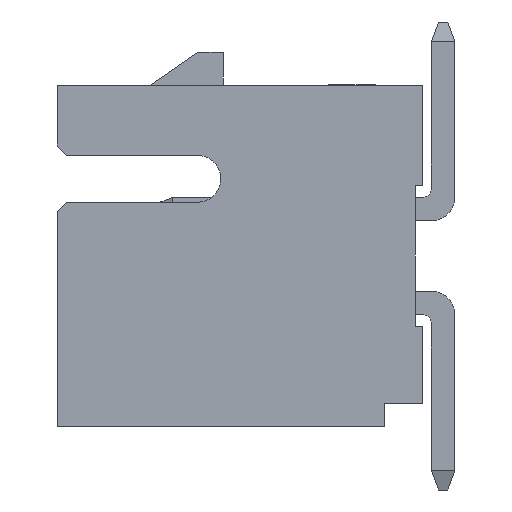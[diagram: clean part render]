
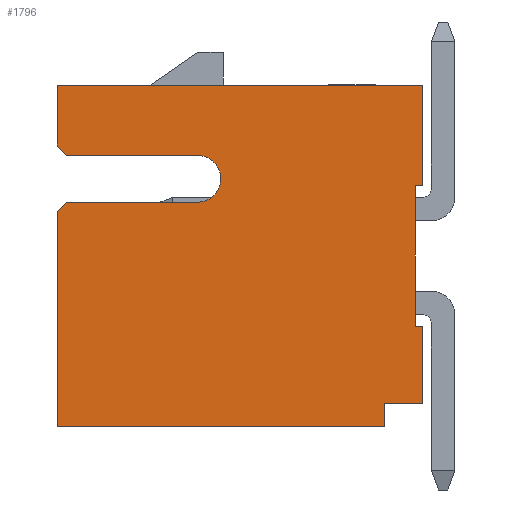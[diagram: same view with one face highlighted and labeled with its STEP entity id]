
A CAD part, left-side view. The second image highlights one B-rep face of the part: STEP entity #1796.
In plain terms, the highlighted planar face has unit normal (-1, 0, 0).
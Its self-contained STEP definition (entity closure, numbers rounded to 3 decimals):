
#219 = VERTEX_POINT ( 'NONE', #5245 ) ;
#313 = DIRECTION ( 'NONE',  ( 0., 0., -1. ) ) ;
#351 = CARTESIAN_POINT ( 'NONE',  ( -11., -3.9, 7.3 ) ) ;
#365 = DIRECTION ( 'NONE',  ( 0., 0., -1. ) ) ;
#456 = EDGE_CURVE ( 'NONE', #4181, #4184, #8300, .T. ) ;
#461 = EDGE_CURVE ( 'NONE', #6728, #663, #8384, .T. ) ;
#522 = VERTEX_POINT ( 'NONE', #1866 ) ;
#540 = VERTEX_POINT ( 'NONE', #3963 ) ;
#560 = ORIENTED_EDGE ( 'NONE', *, *, #6629, .F. ) ;
#618 = CARTESIAN_POINT ( 'NONE',  ( -11., -3.9, 0.5 ) ) ;
#633 = VERTEX_POINT ( 'NONE', #4832 ) ;
#655 = CARTESIAN_POINT ( 'NONE',  ( -11., -3.9, 5.8 ) ) ;
#663 = VERTEX_POINT ( 'NONE', #6089 ) ;
#998 = DIRECTION ( 'NONE',  ( 0., 1., 0. ) ) ;
#1165 = CARTESIAN_POINT ( 'NONE',  ( -11., 3.9, 4.6 ) ) ;
#1312 = CARTESIAN_POINT ( 'NONE',  ( -11., 3.7, 4.8 ) ) ;
#1358 = CARTESIAN_POINT ( 'NONE',  ( -11., 0.9, 4.8 ) ) ;
#1382 = CARTESIAN_POINT ( 'NONE',  ( -11., -3.9, 7.3 ) ) ;
#1407 = LINE ( 'NONE', #4805, #7971 ) ;
#1485 = CARTESIAN_POINT ( 'NONE',  ( -11., 3.7, 5.8 ) ) ;
#1716 = LINE ( 'NONE', #4457, #3667 ) ;
#1742 = VECTOR ( 'NONE', #365, 1000. ) ;
#1777 = EDGE_CURVE ( 'NONE', #540, #522, #1407, .T. ) ;
#1796 = ADVANCED_FACE ( 'NONE', ( #2107 ), #6669, .F. ) ;
#1808 = DIRECTION ( 'NONE',  ( 1., 0., 0. ) ) ;
#1849 = VERTEX_POINT ( 'NONE', #4925 ) ;
#1866 = CARTESIAN_POINT ( 'NONE',  ( -11., -3.9, 5.15 ) ) ;
#1881 = DIRECTION ( 'NONE',  ( 0., 0., 1. ) ) ;
#1995 = VERTEX_POINT ( 'NONE', #6386 ) ;
#2047 = LINE ( 'NONE', #4747, #4683 ) ;
#2086 = CIRCLE ( 'NONE', #3881, 0.5 ) ;
#2106 = EDGE_CURVE ( 'NONE', #633, #3289, #4751, .T. ) ;
#2107 = FACE_OUTER_BOUND ( 'NONE', #3885, .T. ) ;
#2222 = VERTEX_POINT ( 'NONE', #4222 ) ;
#2249 = CARTESIAN_POINT ( 'NONE',  ( -11., 3.9, 6. ) ) ;
#2403 = VERTEX_POINT ( 'NONE', #1165 ) ;
#2425 = ORIENTED_EDGE ( 'NONE', *, *, #8597, .T. ) ;
#2509 = CARTESIAN_POINT ( 'NONE',  ( -11., -3.9, 2.15 ) ) ;
#2525 = ORIENTED_EDGE ( 'NONE', *, *, #7089, .T. ) ;
#2537 = CARTESIAN_POINT ( 'NONE',  ( -11., -3.75, 7.3 ) ) ;
#2608 = VECTOR ( 'NONE', #5084, 1000. ) ;
#2627 = ORIENTED_EDGE ( 'NONE', *, *, #5556, .T. ) ;
#2646 = EDGE_CURVE ( 'NONE', #219, #540, #8540, .T. ) ;
#2693 = DIRECTION ( 'NONE',  ( 0., 0., -1. ) ) ;
#2746 = DIRECTION ( 'NONE',  ( 0., -1., 0. ) ) ;
#2940 = AXIS2_PLACEMENT_3D ( 'NONE', #6947, #1808, #7717 ) ;
#2958 = ORIENTED_EDGE ( 'NONE', *, *, #4234, .T. ) ;
#2982 = ORIENTED_EDGE ( 'NONE', *, *, #8521, .T. ) ;
#2987 = DIRECTION ( 'NONE',  ( 0., 0.707, -0.707 ) ) ;
#3099 = VERTEX_POINT ( 'NONE', #1485 ) ;
#3164 = VECTOR ( 'NONE', #3359, 1000. ) ;
#3195 = VECTOR ( 'NONE', #7254, 1000. ) ;
#3289 = VERTEX_POINT ( 'NONE', #7731 ) ;
#3356 = DIRECTION ( 'NONE',  ( 1., 0., 0. ) ) ;
#3358 = VERTEX_POINT ( 'NONE', #5214 ) ;
#3359 = DIRECTION ( 'NONE',  ( 0., 0., 1. ) ) ;
#3505 = DIRECTION ( 'NONE',  ( 0., -1., 0. ) ) ;
#3667 = VECTOR ( 'NONE', #2987, 1000. ) ;
#3797 = CARTESIAN_POINT ( 'NONE',  ( -11., -3.9, 7.3 ) ) ;
#3836 = VECTOR ( 'NONE', #6747, 1000. ) ;
#3881 = AXIS2_PLACEMENT_3D ( 'NONE', #4650, #3356, #2693 ) ;
#3885 = EDGE_LOOP ( 'NONE', ( #7149, #5626, #2982, #4977, #2958, #5943, #6175, #2525, #4133, #6310, #560, #8541, #4607, #7220, #2627, #2425, #4815 ) ) ;
#3921 = EDGE_CURVE ( 'NONE', #4420, #3099, #5486, .T. ) ;
#3963 = CARTESIAN_POINT ( 'NONE',  ( -11., -3.75, 5.15 ) ) ;
#4131 = VECTOR ( 'NONE', #1881, 1000. ) ;
#4133 = ORIENTED_EDGE ( 'NONE', *, *, #2646, .T. ) ;
#4181 = VERTEX_POINT ( 'NONE', #1358 ) ;
#4184 = VERTEX_POINT ( 'NONE', #1312 ) ;
#4222 = CARTESIAN_POINT ( 'NONE',  ( -11., -3.9, 2.15 ) ) ;
#4234 = EDGE_CURVE ( 'NONE', #1995, #633, #5397, .T. ) ;
#4420 = VERTEX_POINT ( 'NONE', #2249 ) ;
#4433 = CARTESIAN_POINT ( 'NONE',  ( -11., -3.9, 4.8 ) ) ;
#4457 = CARTESIAN_POINT ( 'NONE',  ( -11., 3.9, 4.6 ) ) ;
#4540 = EDGE_CURVE ( 'NONE', #1849, #4181, #4756, .T. ) ;
#4607 = ORIENTED_EDGE ( 'NONE', *, *, #6995, .T. ) ;
#4613 = LINE ( 'NONE', #655, #3836 ) ;
#4650 = CARTESIAN_POINT ( 'NONE',  ( -11., 0.9, 5.3 ) ) ;
#4683 = VECTOR ( 'NONE', #2746, 1000. ) ;
#4700 = VECTOR ( 'NONE', #998, 1000. ) ;
#4747 = CARTESIAN_POINT ( 'NONE',  ( -11., -3.9, 0. ) ) ;
#4751 = LINE ( 'NONE', #618, #7680 ) ;
#4756 = CIRCLE ( 'NONE', #2940, 0.5 ) ;
#4761 = CARTESIAN_POINT ( 'NONE',  ( -11., -3.9, 7.3 ) ) ;
#4805 = CARTESIAN_POINT ( 'NONE',  ( -11., -3.9, 5.15 ) ) ;
#4815 = ORIENTED_EDGE ( 'NONE', *, *, #4540, .T. ) ;
#4832 = CARTESIAN_POINT ( 'NONE',  ( -11., -3.1, 0.5 ) ) ;
#4925 = CARTESIAN_POINT ( 'NONE',  ( -11., 0.4, 5.3 ) ) ;
#4977 = ORIENTED_EDGE ( 'NONE', *, *, #5560, .T. ) ;
#5008 = LINE ( 'NONE', #3797, #1742 ) ;
#5084 = DIRECTION ( 'NONE',  ( 0., -1., 0. ) ) ;
#5213 = CARTESIAN_POINT ( 'NONE',  ( -11., -3.1, 7.3 ) ) ;
#5214 = CARTESIAN_POINT ( 'NONE',  ( -11., 0.9, 5.8 ) ) ;
#5245 = CARTESIAN_POINT ( 'NONE',  ( -11., -3.75, 2.15 ) ) ;
#5258 = LINE ( 'NONE', #5994, #3195 ) ;
#5397 = LINE ( 'NONE', #5213, #3164 ) ;
#5486 = LINE ( 'NONE', #8132, #6025 ) ;
#5497 = DIRECTION ( 'NONE',  ( 1., 0., 0. ) ) ;
#5539 = DIRECTION ( 'NONE',  ( 0., 0., -1. ) ) ;
#5556 = EDGE_CURVE ( 'NONE', #3099, #3358, #4613, .T. ) ;
#5560 = EDGE_CURVE ( 'NONE', #8340, #1995, #2047, .T. ) ;
#5626 = ORIENTED_EDGE ( 'NONE', *, *, #7428, .T. ) ;
#5943 = ORIENTED_EDGE ( 'NONE', *, *, #2106, .T. ) ;
#5994 = CARTESIAN_POINT ( 'NONE',  ( -11., 3.9, 7.3 ) ) ;
#6006 = EDGE_CURVE ( 'NONE', #2222, #3289, #7344, .T. ) ;
#6025 = VECTOR ( 'NONE', #7857, 1000. ) ;
#6089 = CARTESIAN_POINT ( 'NONE',  ( -11., -3.9, 7.3 ) ) ;
#6175 = ORIENTED_EDGE ( 'NONE', *, *, #6006, .F. ) ;
#6310 = ORIENTED_EDGE ( 'NONE', *, *, #1777, .T. ) ;
#6386 = CARTESIAN_POINT ( 'NONE',  ( -11., -3.1, 0. ) ) ;
#6463 = DIRECTION ( 'NONE',  ( 0., 1., 0. ) ) ;
#6629 = EDGE_CURVE ( 'NONE', #663, #522, #5008, .T. ) ;
#6669 = PLANE ( 'NONE',  #8109 ) ;
#6687 = DIRECTION ( 'NONE',  ( 0., 0., -1. ) ) ;
#6728 = VERTEX_POINT ( 'NONE', #7277 ) ;
#6747 = DIRECTION ( 'NONE',  ( 0., -1., 0. ) ) ;
#6877 = LINE ( 'NONE', #7768, #7121 ) ;
#6947 = CARTESIAN_POINT ( 'NONE',  ( -11., 0.9, 5.3 ) ) ;
#6995 = EDGE_CURVE ( 'NONE', #6728, #4420, #6877, .T. ) ;
#7089 = EDGE_CURVE ( 'NONE', #2222, #219, #8420, .T. ) ;
#7121 = VECTOR ( 'NONE', #313, 1000. ) ;
#7149 = ORIENTED_EDGE ( 'NONE', *, *, #456, .T. ) ;
#7220 = ORIENTED_EDGE ( 'NONE', *, *, #3921, .T. ) ;
#7254 = DIRECTION ( 'NONE',  ( 0., 0., -1. ) ) ;
#7277 = CARTESIAN_POINT ( 'NONE',  ( -11., 3.9, 7.3 ) ) ;
#7344 = LINE ( 'NONE', #1382, #7459 ) ;
#7401 = DIRECTION ( 'NONE',  ( 0., -1., 0. ) ) ;
#7409 = VECTOR ( 'NONE', #6463, 1000. ) ;
#7428 = EDGE_CURVE ( 'NONE', #4184, #2403, #1716, .T. ) ;
#7459 = VECTOR ( 'NONE', #6687, 1000. ) ;
#7680 = VECTOR ( 'NONE', #7401, 1000. ) ;
#7717 = DIRECTION ( 'NONE',  ( 0., 0., -1. ) ) ;
#7731 = CARTESIAN_POINT ( 'NONE',  ( -11., -3.9, 0.5 ) ) ;
#7768 = CARTESIAN_POINT ( 'NONE',  ( -11., 3.9, 7.3 ) ) ;
#7857 = DIRECTION ( 'NONE',  ( 0., -0.707, -0.707 ) ) ;
#7971 = VECTOR ( 'NONE', #3505, 1000. ) ;
#8089 = CARTESIAN_POINT ( 'NONE',  ( -11., 3.9, 0. ) ) ;
#8109 = AXIS2_PLACEMENT_3D ( 'NONE', #4761, #5497, #5539 ) ;
#8132 = CARTESIAN_POINT ( 'NONE',  ( -11., 3.7, 5.8 ) ) ;
#8300 = LINE ( 'NONE', #4433, #4700 ) ;
#8340 = VERTEX_POINT ( 'NONE', #8089 ) ;
#8384 = LINE ( 'NONE', #351, #2608 ) ;
#8420 = LINE ( 'NONE', #2509, #7409 ) ;
#8521 = EDGE_CURVE ( 'NONE', #2403, #8340, #5258, .T. ) ;
#8540 = LINE ( 'NONE', #2537, #4131 ) ;
#8541 = ORIENTED_EDGE ( 'NONE', *, *, #461, .F. ) ;
#8597 = EDGE_CURVE ( 'NONE', #3358, #1849, #2086, .T. ) ;
